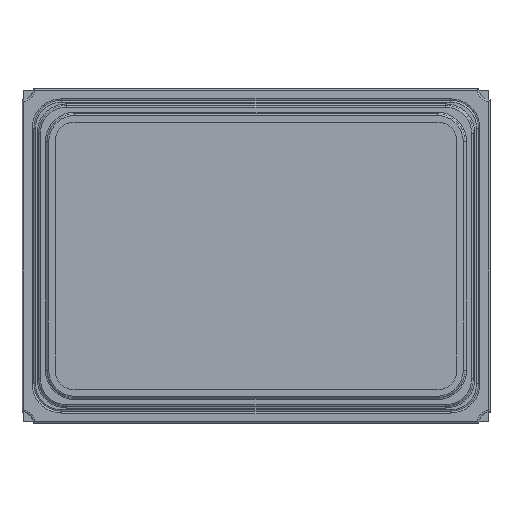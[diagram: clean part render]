
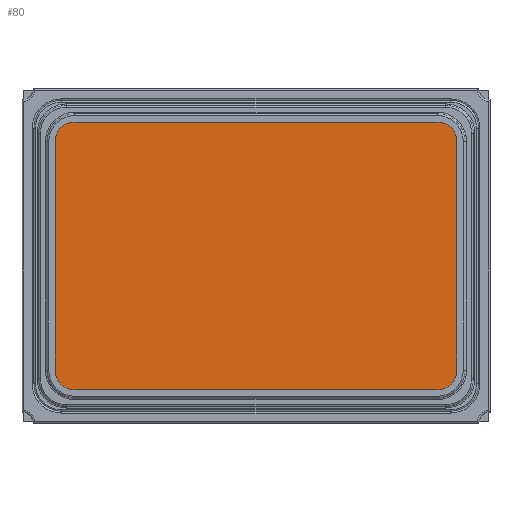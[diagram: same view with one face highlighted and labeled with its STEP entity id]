
A CAD part, top view. The second image highlights one B-rep face of the part: STEP entity #80.
In plain terms, the highlighted planar face has unit normal (0, 0, 1).
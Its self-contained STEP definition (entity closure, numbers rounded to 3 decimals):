
#13=DIRECTION('',(0.,0.,1.));
#24=VERTEX_POINT('',#25);
#25=CARTESIAN_POINT('',(3.,1.722,1.43));
#39=VERTEX_POINT('',#40);
#40=CARTESIAN_POINT('',(3.,-1.722,1.43));
#43=ORIENTED_EDGE('',*,*,#44,.T.);
#44=EDGE_CURVE('',#39,#24,#45,.T.);
#45=LINE('',#46,#47);
#46=CARTESIAN_POINT('',(3.,-2.,1.43));
#47=VECTOR('',#48,1.);
#48=DIRECTION('',(0.,1.,0.));
#52=DIRECTION('',(-1.,0.,0.));
#65=VERTEX_POINT('',#66);
#66=CARTESIAN_POINT('',(2.722,2.,1.43));
#70=EDGE_CURVE('',#24,#65,#71,.T.);
#71=CIRCLE('',#72,0.278);
#72=AXIS2_PLACEMENT_3D('',#73,#74,#75);
#73=CARTESIAN_POINT('',(2.722,1.722,1.43));
#74=DIRECTION('',(-0.,0.,1.));
#75=DIRECTION('',(0.,-1.,0.));
#79=DIRECTION('',(1.,0.,0.));
#80=ADVANCED_FACE('',(#81),#125,.T.);
#81=FACE_BOUND('',#82,.T.);
#82=EDGE_LOOP('',(#43,#83,#84,#91,#99,#106,#113,#120));
#83=ORIENTED_EDGE('',*,*,#70,.T.);
#84=ORIENTED_EDGE('',*,*,#85,.T.);
#85=EDGE_CURVE('',#65,#86,#88,.T.);
#86=VERTEX_POINT('',#87);
#87=CARTESIAN_POINT('',(-2.722,2.,1.43));
#88=LINE('',#89,#90);
#89=CARTESIAN_POINT('',(3.,2.,1.43));
#90=VECTOR('',#52,1.);
#91=ORIENTED_EDGE('',*,*,#92,.F.);
#92=EDGE_CURVE('',#93,#86,#95,.T.);
#93=VERTEX_POINT('',#94);
#94=CARTESIAN_POINT('',(-3.,1.722,1.43));
#95=CIRCLE('',#96,0.278);
#96=AXIS2_PLACEMENT_3D('',#97,#98,#75);
#97=CARTESIAN_POINT('',(-2.722,1.722,1.43));
#98=DIRECTION('',(-0.,-0.,-1.));
#99=ORIENTED_EDGE('',*,*,#100,.T.);
#100=EDGE_CURVE('',#93,#101,#103,.T.);
#101=VERTEX_POINT('',#102);
#102=CARTESIAN_POINT('',(-3.,-1.722,1.43));
#103=LINE('',#104,#105);
#104=CARTESIAN_POINT('',(-3.,2.,1.43));
#105=VECTOR('',#75,1.);
#106=ORIENTED_EDGE('',*,*,#107,.F.);
#107=EDGE_CURVE('',#108,#101,#110,.T.);
#108=VERTEX_POINT('',#109);
#109=CARTESIAN_POINT('',(-2.722,-2.,1.43));
#110=CIRCLE('',#111,0.278);
#111=AXIS2_PLACEMENT_3D('',#112,#98,#75);
#112=CARTESIAN_POINT('',(-2.722,-1.722,1.43));
#113=ORIENTED_EDGE('',*,*,#114,.T.);
#114=EDGE_CURVE('',#108,#115,#117,.T.);
#115=VERTEX_POINT('',#116);
#116=CARTESIAN_POINT('',(2.722,-2.,1.43));
#117=LINE('',#118,#119);
#118=CARTESIAN_POINT('',(-3.,-2.,1.43));
#119=VECTOR('',#79,1.);
#120=ORIENTED_EDGE('',*,*,#121,.T.);
#121=EDGE_CURVE('',#115,#39,#122,.T.);
#122=CIRCLE('',#123,0.278);
#123=AXIS2_PLACEMENT_3D('',#124,#74,#75);
#124=CARTESIAN_POINT('',(2.722,-1.722,1.43));
#125=PLANE('',#126);
#126=AXIS2_PLACEMENT_3D('',#127,#13,#79);
#127=CARTESIAN_POINT('',(0.,0.,1.43));
